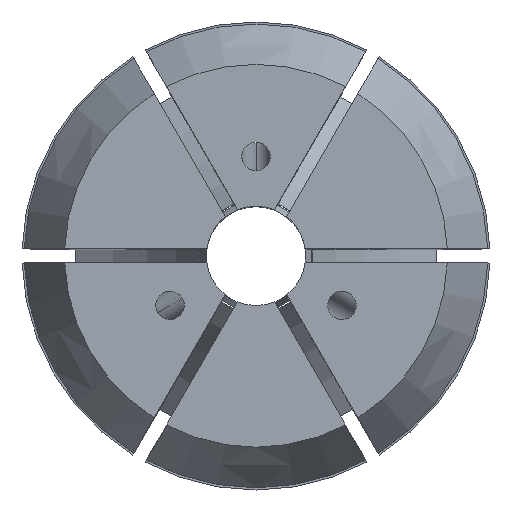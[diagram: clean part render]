
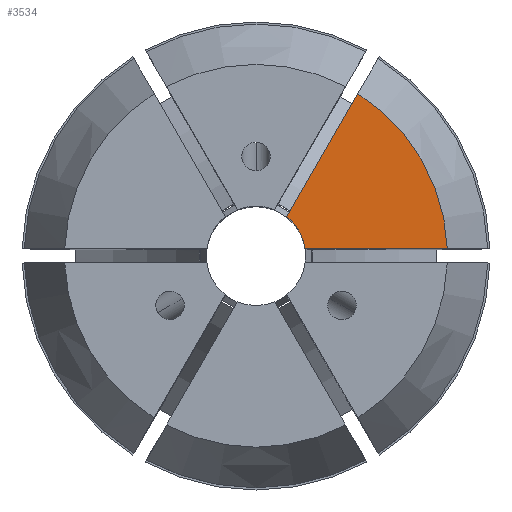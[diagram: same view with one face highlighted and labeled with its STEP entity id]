
A CAD part, top view. The second image highlights one B-rep face of the part: STEP entity #3534.
In plain terms, the highlighted planar face has unit normal (0, 0, 1).
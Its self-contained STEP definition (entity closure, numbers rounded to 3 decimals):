
#114 = VERTEX_POINT ( 'NONE', #2513 ) ;
#232 = VERTEX_POINT ( 'NONE', #1548 ) ;
#407 = AXIS2_PLACEMENT_3D ( 'NONE', #508, #2892, #2471 ) ;
#416 = DIRECTION ( 'NONE',  ( 0.5, 0.866, 0. ) ) ;
#483 = DIRECTION ( 'NONE',  ( 0., 0., 1. ) ) ;
#508 = CARTESIAN_POINT ( 'NONE',  ( 0., 13.499, 40. ) ) ;
#578 = VERTEX_POINT ( 'NONE', #3881 ) ;
#694 = ORIENTED_EDGE ( 'NONE', *, *, #994, .F. ) ;
#758 = VECTOR ( 'NONE', #2877, 1000. ) ;
#896 = EDGE_CURVE ( 'NONE', #1678, #578, #4190, .T. ) ;
#961 = DIRECTION ( 'NONE',  ( 0., 0., -1. ) ) ;
#994 = EDGE_CURVE ( 'NONE', #232, #114, #1943, .T. ) ;
#1053 = EDGE_CURVE ( 'NONE', #578, #232, #3036, .T. ) ;
#1068 = CARTESIAN_POINT ( 'NONE',  ( 2.165, 2.75, 40. ) ) ;
#1303 = CARTESIAN_POINT ( 'NONE',  ( 0., 0., 40. ) ) ;
#1308 = EDGE_CURVE ( 'NONE', #114, #1678, #2588, .T. ) ;
#1498 = ORIENTED_EDGE ( 'NONE', *, *, #896, .F. ) ;
#1548 = CARTESIAN_POINT ( 'NONE',  ( 13.49, 0.5, 40. ) ) ;
#1678 = VERTEX_POINT ( 'NONE', #1068 ) ;
#1822 = DIRECTION ( 'NONE',  ( 1., 0., 0. ) ) ;
#1943 = LINE ( 'NONE', #3605, #758 ) ;
#1992 = EDGE_LOOP ( 'NONE', ( #1498, #3213, #694, #2156 ) ) ;
#2156 = ORIENTED_EDGE ( 'NONE', *, *, #1053, .F. ) ;
#2162 = PLANE ( 'NONE',  #407 ) ;
#2471 = DIRECTION ( 'NONE',  ( 1., 0., 0. ) ) ;
#2513 = CARTESIAN_POINT ( 'NONE',  ( 3.464, 0.5, 40. ) ) ;
#2588 = CIRCLE ( 'NONE', #3542, 3.5 ) ;
#2835 = CARTESIAN_POINT ( 'NONE',  ( 6.278, 9.875, 40. ) ) ;
#2877 = DIRECTION ( 'NONE',  ( -1., 0., 0. ) ) ;
#2892 = DIRECTION ( 'NONE',  ( 0., 0., 1. ) ) ;
#3036 = CIRCLE ( 'NONE', #3603, 13.499 ) ;
#3213 = ORIENTED_EDGE ( 'NONE', *, *, #1308, .F. ) ;
#3291 = VECTOR ( 'NONE', #416, 1000. ) ;
#3326 = DIRECTION ( 'NONE',  ( -1., 0., 0. ) ) ;
#3534 = ADVANCED_FACE ( 'NONE', ( #4107 ), #2162, .T. ) ;
#3542 = AXIS2_PLACEMENT_3D ( 'NONE', #3851, #483, #1822 ) ;
#3603 = AXIS2_PLACEMENT_3D ( 'NONE', #1303, #961, #3326 ) ;
#3605 = CARTESIAN_POINT ( 'NONE',  ( 0., 0.5, 40. ) ) ;
#3851 = CARTESIAN_POINT ( 'NONE',  ( 0., 0., 40. ) ) ;
#3881 = CARTESIAN_POINT ( 'NONE',  ( 7.178, 11.433, 40. ) ) ;
#4107 = FACE_OUTER_BOUND ( 'NONE', #1992, .T. ) ;
#4190 = LINE ( 'NONE', #2835, #3291 ) ;
